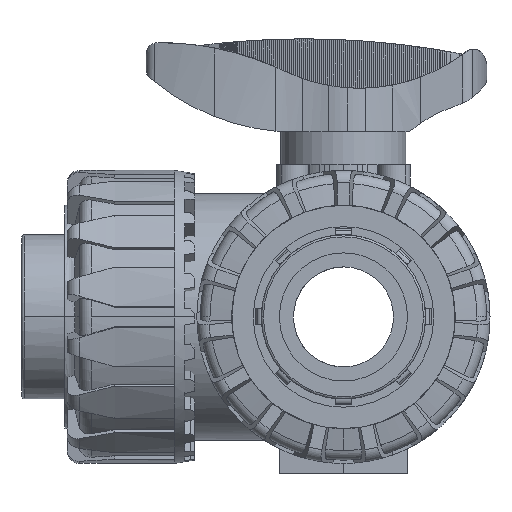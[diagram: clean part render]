
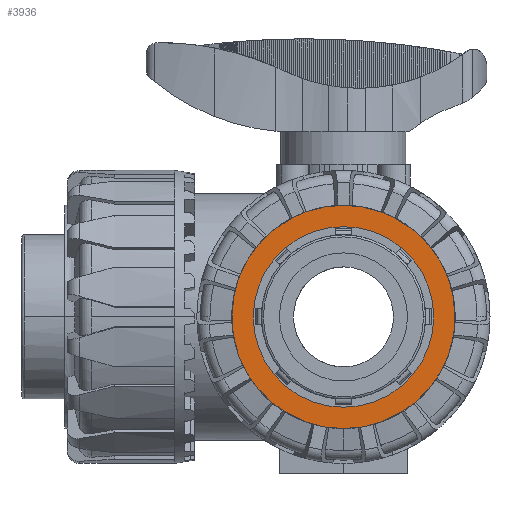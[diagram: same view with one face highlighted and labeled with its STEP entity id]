
A CAD part, front view. The second image highlights one B-rep face of the part: STEP entity #3936.
In plain terms, the highlighted planar face has unit normal (0, -1, 0).
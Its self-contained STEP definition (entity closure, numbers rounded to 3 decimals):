
#3936=ADVANCED_FACE('',(#8359,#8360),#8361,.T.);
#8359=FACE_BOUND('',#13316,.T.);
#8360=FACE_OUTER_BOUND('',#13317,.T.);
#8361=PLANE('',#13318);
#13316=EDGE_LOOP('',(#25678,#25679));
#13317=EDGE_LOOP('',(#25680,#25681));
#13318=AXIS2_PLACEMENT_3D('',#25682,#25683,#25684);
#25678=ORIENTED_EDGE('',*,*,#34939,.T.);
#25679=ORIENTED_EDGE('',*,*,#33888,.T.);
#25680=ORIENTED_EDGE('',*,*,#33883,.T.);
#25681=ORIENTED_EDGE('',*,*,#34989,.T.);
#25682=CARTESIAN_POINT('',(0.,-69.6,0.0));
#25683=DIRECTION('',(0.0,-1.0,0.0));
#25684=DIRECTION('',(1.0,0.0,0.0));
#33883=EDGE_CURVE('',#41669,#41733,#41735,.T.);
#33888=EDGE_CURVE('',#41738,#41742,#41744,.T.);
#34939=EDGE_CURVE('',#41742,#41738,#43326,.T.);
#34989=EDGE_CURVE('',#41733,#41669,#43382,.T.);
#41669=VERTEX_POINT('',#54438);
#41733=VERTEX_POINT('',#54503);
#41735=CIRCLE('',#54506,27.9);
#41738=VERTEX_POINT('',#54509);
#41742=VERTEX_POINT('',#54514);
#41744=CIRCLE('',#54517,22.55);
#43326=CIRCLE('',#57270,22.55);
#43382=CIRCLE('',#57394,27.9);
#54438=CARTESIAN_POINT('',(0.,-69.6,-27.9));
#54503=CARTESIAN_POINT('',(0.,-69.6,27.9));
#54506=AXIS2_PLACEMENT_3D('',#65750,#65751,#65752);
#54509=CARTESIAN_POINT('',(-22.55,-69.6,0.));
#54514=CARTESIAN_POINT('',(22.55,-69.6,0.));
#54517=AXIS2_PLACEMENT_3D('',#65758,#65759,#65760);
#57270=AXIS2_PLACEMENT_3D('',#67250,#67251,#67252);
#57394=AXIS2_PLACEMENT_3D('',#67288,#67289,#67290);
#65750=CARTESIAN_POINT('',(0.,-69.6,0.0));
#65751=DIRECTION('',(0.0,-1.0,0.0));
#65752=DIRECTION('',(1.0,0.0,0.0));
#65758=CARTESIAN_POINT('',(0.,-69.6,0.0));
#65759=DIRECTION('',(0.0,1.0,0.0));
#65760=DIRECTION('',(-1.0,0.0,0.0));
#67250=CARTESIAN_POINT('',(0.,-69.6,0.0));
#67251=DIRECTION('',(0.0,1.0,0.0));
#67252=DIRECTION('',(-1.0,0.0,0.0));
#67288=CARTESIAN_POINT('',(0.,-69.6,0.0));
#67289=DIRECTION('',(0.0,-1.0,0.0));
#67290=DIRECTION('',(1.0,0.0,0.0));
